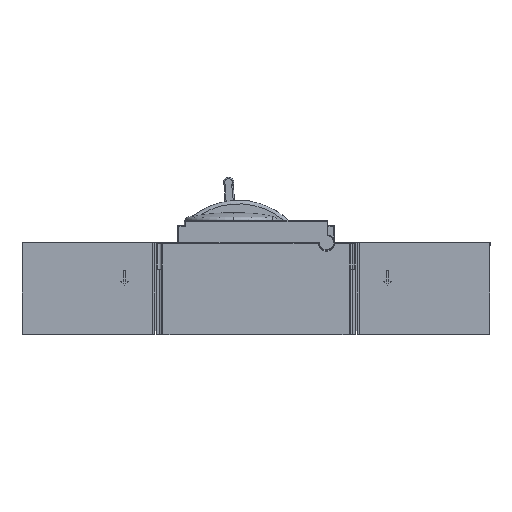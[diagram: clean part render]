
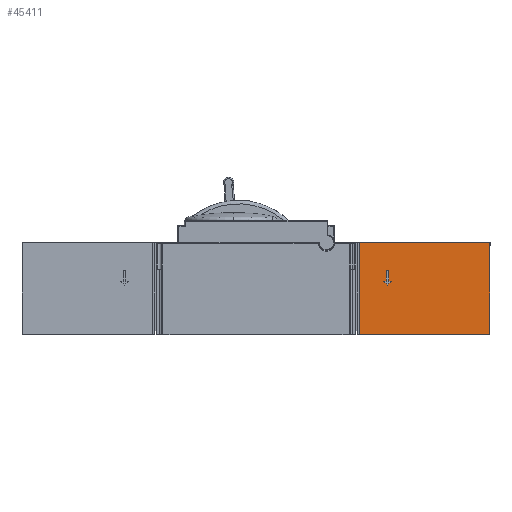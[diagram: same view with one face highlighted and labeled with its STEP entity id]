
A CAD part, left-side view. The second image highlights one B-rep face of the part: STEP entity #45411.
In plain terms, the highlighted face is planar.
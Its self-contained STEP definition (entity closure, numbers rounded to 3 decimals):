
#2543 = VECTOR ( 'NONE', #41248, 1000. ) ;
#4001 = CARTESIAN_POINT ( 'NONE',  ( 173.8, 29., 37. ) ) ;
#6116 = CARTESIAN_POINT ( 'NONE',  ( 152.6, 29., 0.133 ) ) ;
#8992 = CARTESIAN_POINT ( 'NONE',  ( 174.8, 29., 48. ) ) ;
#9161 = EDGE_LOOP ( 'NONE', ( #27572, #49537, #22716, #27397, #66500, #72625, #42849 ) ) ;
#9377 = VECTOR ( 'NONE', #73324, 1000. ) ;
#9467 = LINE ( 'NONE', #82416, #90096 ) ;
#9751 = CARTESIAN_POINT ( 'NONE',  ( 174.8, 29., 48. ) ) ;
#10696 = DIRECTION ( 'NONE',  ( 0.707, 0., 0.707 ) ) ;
#12102 = FACE_BOUND ( 'NONE', #9161, .T. ) ;
#14114 = VERTEX_POINT ( 'NONE', #80958 ) ;
#16269 = DIRECTION ( 'NONE',  ( 1., 0., 0. ) ) ;
#16992 = ORIENTED_EDGE ( 'NONE', *, *, #48281, .T. ) ;
#17311 = VECTOR ( 'NONE', #31012, 1000. ) ;
#18011 = CARTESIAN_POINT ( 'NONE',  ( 152.6, 29., 2.2 ) ) ;
#18331 = VECTOR ( 'NONE', #100378, 1000. ) ;
#18495 = LINE ( 'NONE', #8992, #2543 ) ;
#19541 = DIRECTION ( 'NONE',  ( 0., 0., -1. ) ) ;
#21436 = VECTOR ( 'NONE', #76160, 1000. ) ;
#22035 = CARTESIAN_POINT ( 'NONE',  ( 152.6, 29., 0.2 ) ) ;
#22408 = ORIENTED_EDGE ( 'NONE', *, *, #96975, .F. ) ;
#22716 = ORIENTED_EDGE ( 'NONE', *, *, #54463, .T. ) ;
#23661 = B_SPLINE_CURVE_WITH_KNOTS ( 'NONE', 3,
 ( #34270, #42743, #58597, #60158 ),
 .UNSPECIFIED., .F., .F.,
 ( 4, 4 ),
 ( 0., 1. ),
 .UNSPECIFIED. ) ;
#26978 = VERTEX_POINT ( 'NONE', #30521 ) ;
#27118 = DIRECTION ( 'NONE',  ( -1., 0., 0. ) ) ;
#27397 = ORIENTED_EDGE ( 'NONE', *, *, #50615, .T. ) ;
#27450 = VECTOR ( 'NONE', #27118, 1000. ) ;
#27572 = ORIENTED_EDGE ( 'NONE', *, *, #78497, .F. ) ;
#30521 = CARTESIAN_POINT ( 'NONE',  ( 170.8, 29., 40. ) ) ;
#31012 = DIRECTION ( 'NONE',  ( 0., 0., -1. ) ) ;
#33494 = VERTEX_POINT ( 'NONE', #22035 ) ;
#34181 = CARTESIAN_POINT ( 'NONE',  ( 176.8, 29., 40. ) ) ;
#34270 = CARTESIAN_POINT ( 'NONE',  ( 152.6, 29., 0.2 ) ) ;
#35381 = FACE_OUTER_BOUND ( 'NONE', #85655, .T. ) ;
#36608 = VERTEX_POINT ( 'NONE', #71257 ) ;
#36620 = EDGE_CURVE ( 'NONE', #93680, #102817, #57490, .T. ) ;
#38531 = VERTEX_POINT ( 'NONE', #63013 ) ;
#39574 = EDGE_CURVE ( 'NONE', #61885, #36608, #91617, .T. ) ;
#40316 = EDGE_CURVE ( 'NONE', #26978, #92534, #9467, .T. ) ;
#40429 = CARTESIAN_POINT ( 'NONE',  ( 152.6, 29., 0.2 ) ) ;
#41248 = DIRECTION ( 'NONE',  ( 0., 0., -1. ) ) ;
#42743 = CARTESIAN_POINT ( 'NONE',  ( 152.6, 29., 0.867 ) ) ;
#42849 = ORIENTED_EDGE ( 'NONE', *, *, #40316, .F. ) ;
#43932 = LINE ( 'NONE', #60814, #21436 ) ;
#45297 = B_SPLINE_CURVE_WITH_KNOTS ( 'NONE', 3,
 ( #71630, #46829, #6116, #40429 ),
 .UNSPECIFIED., .F., .F.,
 ( 4, 4 ),
 ( 0., 1. ),
 .UNSPECIFIED. ) ;
#45411 = ADVANCED_FACE ( 'NONE', ( #12102, #35381 ), #50217, .T. ) ;
#45738 = CARTESIAN_POINT ( 'NONE',  ( 174.8, 29., 40. ) ) ;
#46432 = DIRECTION ( 'NONE',  ( 0., 0., -1. ) ) ;
#46829 = CARTESIAN_POINT ( 'NONE',  ( 152.6, 29., 0.067 ) ) ;
#48281 = EDGE_CURVE ( 'NONE', #102817, #61885, #102599, .T. ) ;
#49537 = ORIENTED_EDGE ( 'NONE', *, *, #89642, .F. ) ;
#50217 = PLANE ( 'NONE',  #71061 ) ;
#50615 = EDGE_CURVE ( 'NONE', #88966, #54879, #18495, .T. ) ;
#51679 = ORIENTED_EDGE ( 'NONE', *, *, #63896, .T. ) ;
#54341 = LINE ( 'NONE', #88651, #65648 ) ;
#54463 = EDGE_CURVE ( 'NONE', #70846, #88966, #92411, .T. ) ;
#54879 = VERTEX_POINT ( 'NONE', #45738 ) ;
#55898 = VECTOR ( 'NONE', #16269, 1000. ) ;
#56723 = ORIENTED_EDGE ( 'NONE', *, *, #39574, .T. ) ;
#57248 = EDGE_CURVE ( 'NONE', #92534, #14114, #99507, .T. ) ;
#57490 = LINE ( 'NONE', #64359, #55898 ) ;
#58597 = CARTESIAN_POINT ( 'NONE',  ( 152.6, 29., 1.533 ) ) ;
#58654 = CARTESIAN_POINT ( 'NONE',  ( 175.6, 29., 35.6 ) ) ;
#59328 = CARTESIAN_POINT ( 'NONE',  ( 250.8, 29., 0. ) ) ;
#59663 = CARTESIAN_POINT ( 'NONE',  ( 172.8, 29., 48. ) ) ;
#60158 = CARTESIAN_POINT ( 'NONE',  ( 152.6, 29., 2.2 ) ) ;
#60814 = CARTESIAN_POINT ( 'NONE',  ( 176.8, 29., 40. ) ) ;
#61706 = CARTESIAN_POINT ( 'NONE',  ( 152.6, 29., 69. ) ) ;
#61885 = VERTEX_POINT ( 'NONE', #70390 ) ;
#62393 = CARTESIAN_POINT ( 'NONE',  ( 250.8, 29., 35.6 ) ) ;
#63013 = CARTESIAN_POINT ( 'NONE',  ( 172.8, 29., 40. ) ) ;
#63896 = EDGE_CURVE ( 'NONE', #36608, #103166, #85499, .T. ) ;
#64359 = CARTESIAN_POINT ( 'NONE',  ( 175.6, 29., 0. ) ) ;
#65648 = VECTOR ( 'NONE', #46432, 1000. ) ;
#66500 = ORIENTED_EDGE ( 'NONE', *, *, #72356, .F. ) ;
#67836 = CARTESIAN_POINT ( 'NONE',  ( 175.6, 29., 69. ) ) ;
#68774 = DIRECTION ( 'NONE',  ( 0., 0., 1. ) ) ;
#70390 = CARTESIAN_POINT ( 'NONE',  ( 250.8, 29., 69. ) ) ;
#70846 = VERTEX_POINT ( 'NONE', #100404 ) ;
#71061 = AXIS2_PLACEMENT_3D ( 'NONE', #58654, #82962, #19541 ) ;
#71257 = CARTESIAN_POINT ( 'NONE',  ( 152.6, 29., 69. ) ) ;
#71630 = CARTESIAN_POINT ( 'NONE',  ( 152.6, 29., 0. ) ) ;
#72356 = EDGE_CURVE ( 'NONE', #14114, #54879, #90747, .T. ) ;
#72608 = EDGE_CURVE ( 'NONE', #93680, #33494, #45297, .T. ) ;
#72625 = ORIENTED_EDGE ( 'NONE', *, *, #57248, .F. ) ;
#73324 = DIRECTION ( 'NONE',  ( -1., 0., 0. ) ) ;
#73368 = ORIENTED_EDGE ( 'NONE', *, *, #36620, .T. ) ;
#73952 = DIRECTION ( 'NONE',  ( 0.707, 0., -0.707 ) ) ;
#76160 = DIRECTION ( 'NONE',  ( -1., 0., 0. ) ) ;
#78497 = EDGE_CURVE ( 'NONE', #38531, #26978, #43932, .T. ) ;
#80958 = CARTESIAN_POINT ( 'NONE',  ( 176.8, 29., 40. ) ) ;
#82416 = CARTESIAN_POINT ( 'NONE',  ( 173.8, 29., 37. ) ) ;
#82962 = DIRECTION ( 'NONE',  ( 0., -1., 0. ) ) ;
#83107 = CARTESIAN_POINT ( 'NONE',  ( 176.8, 29., 40. ) ) ;
#85499 = LINE ( 'NONE', #61706, #17311 ) ;
#85655 = EDGE_LOOP ( 'NONE', ( #51679, #22408, #86294, #73368, #16992, #56723 ) ) ;
#86294 = ORIENTED_EDGE ( 'NONE', *, *, #72608, .F. ) ;
#88159 = VECTOR ( 'NONE', #68774, 1000. ) ;
#88651 = CARTESIAN_POINT ( 'NONE',  ( 172.8, 29., 48. ) ) ;
#88966 = VERTEX_POINT ( 'NONE', #9751 ) ;
#89642 = EDGE_CURVE ( 'NONE', #70846, #38531, #54341, .T. ) ;
#90096 = VECTOR ( 'NONE', #73952, 1000. ) ;
#90747 = LINE ( 'NONE', #34181, #9377 ) ;
#91617 = LINE ( 'NONE', #67836, #27450 ) ;
#92411 = LINE ( 'NONE', #59663, #18331 ) ;
#92534 = VERTEX_POINT ( 'NONE', #4001 ) ;
#93455 = CARTESIAN_POINT ( 'NONE',  ( 152.6, 29., 0. ) ) ;
#93680 = VERTEX_POINT ( 'NONE', #93455 ) ;
#96975 = EDGE_CURVE ( 'NONE', #33494, #103166, #23661, .T. ) ;
#99507 = LINE ( 'NONE', #83107, #100819 ) ;
#100378 = DIRECTION ( 'NONE',  ( 1., 0., 0. ) ) ;
#100404 = CARTESIAN_POINT ( 'NONE',  ( 172.8, 29., 48. ) ) ;
#100819 = VECTOR ( 'NONE', #10696, 1000. ) ;
#102599 = LINE ( 'NONE', #62393, #88159 ) ;
#102817 = VERTEX_POINT ( 'NONE', #59328 ) ;
#103166 = VERTEX_POINT ( 'NONE', #18011 ) ;
